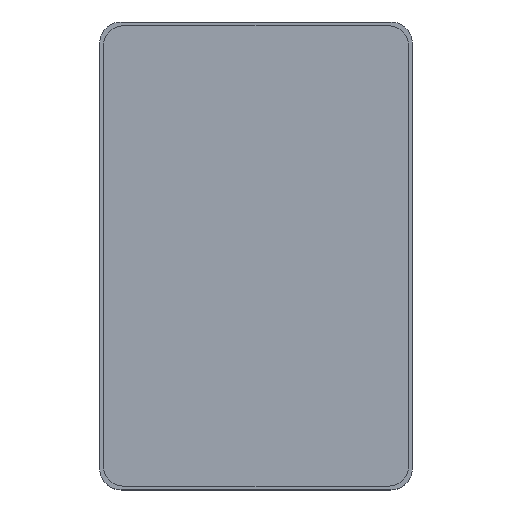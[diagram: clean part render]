
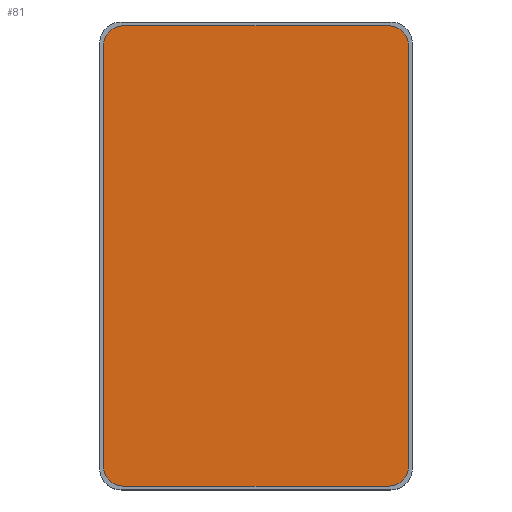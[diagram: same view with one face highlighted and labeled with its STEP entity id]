
A CAD part, top view. The second image highlights one B-rep face of the part: STEP entity #81.
In plain terms, the highlighted planar face has unit normal (0, 0, 1).
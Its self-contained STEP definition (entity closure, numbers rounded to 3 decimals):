
#81=ADVANCED_FACE('',(#251),#253,.F.);
#251=FACE_BOUND('',#252,.T.);
#252=EDGE_LOOP('',(#406,#407,#408,#409,#410,#411,#412,#413));
#253=PLANE('',#254);
#254=AXIS2_PLACEMENT_3D('',#255,#256,#257);
#255=CARTESIAN_POINT('',(0.,0.,-2.));
#256=DIRECTION('',(0.,0.,-1.));
#257=DIRECTION('',(-1.,0.,0.));
#406=ORIENTED_EDGE('',*,*,#498,.F.);
#407=ORIENTED_EDGE('',*,*,#485,.F.);
#408=ORIENTED_EDGE('',*,*,#499,.F.);
#409=ORIENTED_EDGE('',*,*,#479,.F.);
#410=ORIENTED_EDGE('',*,*,#500,.F.);
#411=ORIENTED_EDGE('',*,*,#493,.F.);
#412=ORIENTED_EDGE('',*,*,#501,.F.);
#413=ORIENTED_EDGE('',*,*,#487,.F.);
#479=EDGE_CURVE('',#582,#585,#586,.T.);
#485=EDGE_CURVE('',#595,#590,#597,.T.);
#487=EDGE_CURVE('',#598,#601,#602,.T.);
#493=EDGE_CURVE('',#611,#606,#613,.T.);
#498=EDGE_CURVE('',#590,#598,#618,.F.);
#499=EDGE_CURVE('',#585,#595,#619,.F.);
#500=EDGE_CURVE('',#606,#582,#620,.F.);
#501=EDGE_CURVE('',#601,#611,#621,.F.);
#582=VERTEX_POINT('',#814);
#585=VERTEX_POINT('',#819);
#586=LINE('',#820,#821);
#590=VERTEX_POINT('',#830);
#595=VERTEX_POINT('',#839);
#597=LINE('',#843,#844);
#598=VERTEX_POINT('',#846);
#601=VERTEX_POINT('',#851);
#602=LINE('',#852,#853);
#606=VERTEX_POINT('',#862);
#611=VERTEX_POINT('',#871);
#613=LINE('',#875,#876);
#618=CIRCLE('',#894,5.);
#619=CIRCLE('',#898,5.);
#620=CIRCLE('',#902,5.);
#621=CIRCLE('',#906,5.);
#814=CARTESIAN_POINT('',(-74.25,-109.25,-2.));
#819=CARTESIAN_POINT('',(-74.25,-0.75,-2.));
#820=CARTESIAN_POINT('',(-74.25,-109.25,-2.));
#821=VECTOR('',#822,1.);
#822=DIRECTION('',(0.,1.,0.));
#830=CARTESIAN_POINT('',(-0.75,4.25,-2.));
#839=CARTESIAN_POINT('',(-69.25,4.25,-2.));
#843=CARTESIAN_POINT('',(-69.25,4.25,-2.));
#844=VECTOR('',#845,1.);
#845=DIRECTION('',(1.,0.,0.));
#846=CARTESIAN_POINT('',(4.25,-0.75,-2.));
#851=CARTESIAN_POINT('',(4.25,-109.25,-2.));
#852=CARTESIAN_POINT('',(4.25,-0.75,-2.));
#853=VECTOR('',#854,1.);
#854=DIRECTION('',(0.,-1.,0.));
#862=CARTESIAN_POINT('',(-69.25,-114.25,-2.));
#871=CARTESIAN_POINT('',(-0.75,-114.25,-2.));
#875=CARTESIAN_POINT('',(-0.75,-114.25,-2.));
#876=VECTOR('',#877,1.);
#877=DIRECTION('',(-1.,0.,0.));
#894=AXIS2_PLACEMENT_3D('',#895,#896,#897);
#895=CARTESIAN_POINT('',(-0.75,-0.75,-2.));
#896=DIRECTION('',(0.,0.,1.));
#897=DIRECTION('',(1.,0.,0.));
#898=AXIS2_PLACEMENT_3D('',#899,#900,#901);
#899=CARTESIAN_POINT('',(-69.25,-0.75,-2.));
#900=DIRECTION('',(0.,0.,1.));
#901=DIRECTION('',(0.,1.,0.));
#902=AXIS2_PLACEMENT_3D('',#903,#904,#905);
#903=CARTESIAN_POINT('',(-69.25,-109.25,-2.));
#904=DIRECTION('',(0.,0.,1.));
#905=DIRECTION('',(-1.,0.,0.));
#906=AXIS2_PLACEMENT_3D('',#907,#908,#909);
#907=CARTESIAN_POINT('',(-0.75,-109.25,-2.));
#908=DIRECTION('',(0.,0.,1.));
#909=DIRECTION('',(0.,-1.,0.));
